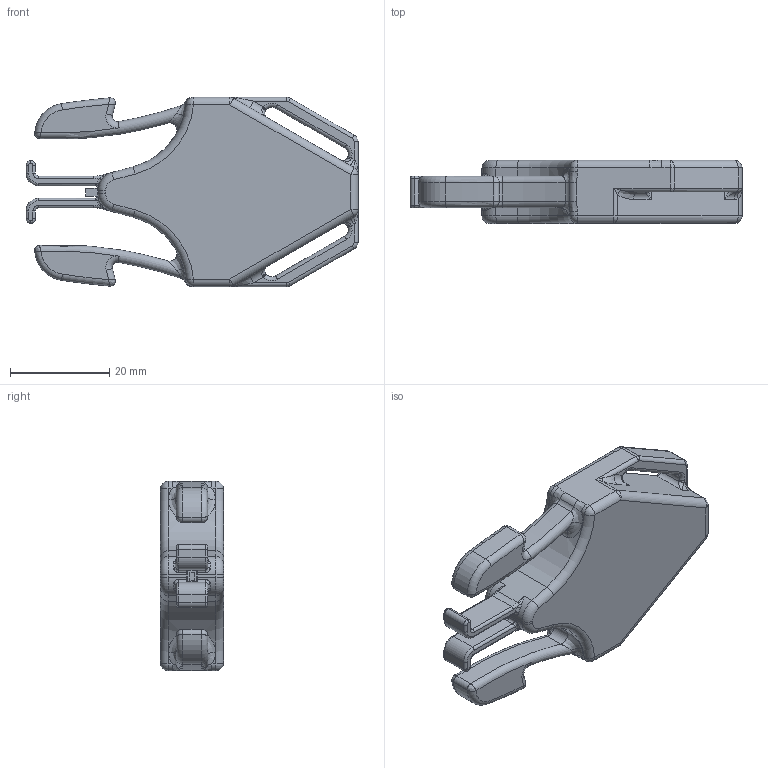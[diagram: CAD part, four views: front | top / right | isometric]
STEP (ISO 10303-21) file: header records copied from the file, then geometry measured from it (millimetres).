
FILE_DESCRIPTION(/* description */ (''),/* implementation_level */ '2;1');
FILE_NAME(/* name */ 'bg_clip_male.step',/* time_stamp */ '2016-09-13T09:58:27-05:00',/* author */ (''),/* organization */ (''),/* preprocessor_version */ 'ST-DEVELOPER v16.5',/* originating_system */ 'Autodesk Translation Framework v5.1.0.2740',/* authorisation */ '');
FILE_SCHEMA (('AUTOMOTIVE_DESIGN { 1 0 10303 214 3 1 1 }'));
Length unit declared in the file: centimetre
Products named in the file (8): BG Clip 2.0 Male v1; BG Clip Male 2.0 male; BG-switch; BG-board; BG Clip Male 2.0 mid plate; BG-Batt+holder; BG Clip Male 2.0 cover; 92095A457
Assembly tree (9 placements, depth 2):
  BG Clip 2.0 Male v1
    BG Clip Male 2.0 male
    BG-switch
    BG-board
    BG Clip Male 2.0 mid plate
    BG-Batt+holder
    BG Clip Male 2.0 cover
    92095A457  x3
Bounding box: 66.8 x 12.7 x 38.1 mm (x, y, z)
Volume: 15811.4 mm3; surface area: 13570.6 mm2
Topology: 9 solids, 9 shells, 745 faces, 1853 edges, 1108 vertices
Faces by surface type: cylinder 278, plane 261, torus 79, bspline 79, cone 27, sphere 21
Full cylindrical faces by diameter (mm): 1.092 x1, 2.55 x3, 2.6 x3, 4.5 x3
Entity records: 25378 total; most frequent: CARTESIAN_POINT 8703, DIRECTION 3601, ORIENTED_EDGE 3418, EDGE_CURVE 1709, AXIS2_PLACEMENT_3D 1366, VERTEX_POINT 1049, LINE 869, VECTOR 869
